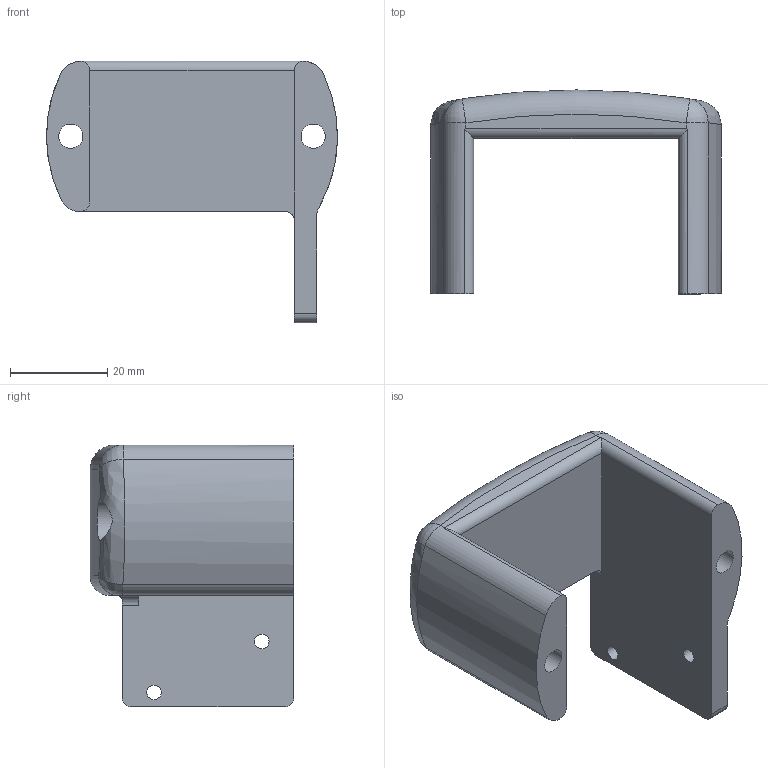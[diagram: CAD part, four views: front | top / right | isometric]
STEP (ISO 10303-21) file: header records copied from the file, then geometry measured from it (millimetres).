
FILE_DESCRIPTION(/* description */ (''),/* implementation_level */ '2;1');
FILE_NAME(/* name */ 'Mot_drzalo_lite.stp',/* time_stamp */ '2021-10-28T09:49:33+02:00',/* author */ ('Teo'),/* organization */ (''),/* preprocessor_version */ 'ST-DEVELOPER v18.1',/* originating_system */ 'Autodesk Inventor 2022',/* authorisation */ '');
FILE_SCHEMA (('AUTOMOTIVE_DESIGN { 1 0 10303 214 3 1 1 }'));
Length unit declared in the file: millimetre
Products named in the file (1): Mot_drzalo_lite
Bounding box: 59.99 x 42 x 54 mm (x, y, z)
Volume: 31659.1 mm3; surface area: 12322.4 mm2
Topology: 1 solids, 1 shells, 44 faces, 113 edges, 71 vertices
Faces by surface type: cylinder 21, plane 12, bspline 7, torus 2, sphere 2
Full cylindrical faces by diameter (mm): 3 x2, 5 x2, 8.5 x2
Entity records: 1676 total; most frequent: CARTESIAN_POINT 588, ORIENTED_EDGE 226, DIRECTION 205, EDGE_CURVE 113, AXIS2_PLACEMENT_3D 82, VERTEX_POINT 71, EDGE_LOOP 52, FACE_OUTER_BOUND 44
